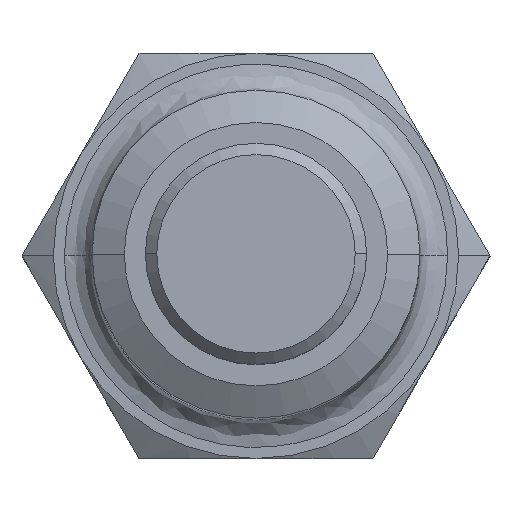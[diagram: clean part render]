
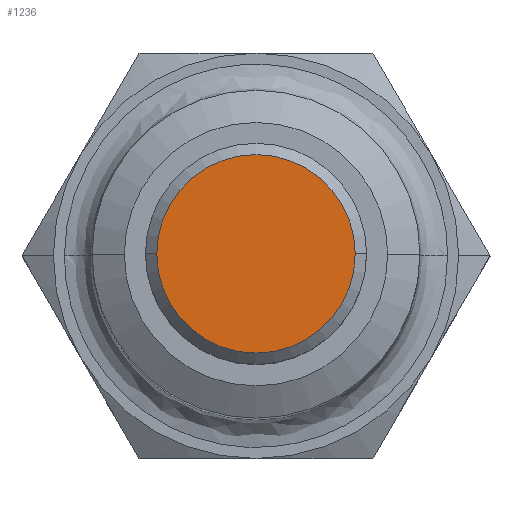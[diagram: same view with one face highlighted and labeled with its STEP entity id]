
A CAD part, top view. The second image highlights one B-rep face of the part: STEP entity #1236.
In plain terms, the highlighted planar face has unit normal (0, 0, 1).
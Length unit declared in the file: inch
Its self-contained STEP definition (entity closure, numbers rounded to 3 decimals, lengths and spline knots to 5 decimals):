
#7 = PLANE ( 'NONE',  #1149 ) ;
#8 = DIRECTION ( 'NONE',  ( -1., 0., 0. ) ) ;
#187 = EDGE_LOOP ( 'NONE', ( #258, #1745 ) ) ;
#201 = EDGE_CURVE ( 'NONE', #946, #1104, #1747, .T. ) ;
#258 = ORIENTED_EDGE ( 'NONE', *, *, #841, .F. ) ;
#513 = CARTESIAN_POINT ( 'NONE',  ( 0.21207, 0., 0. ) ) ;
#541 = FACE_OUTER_BOUND ( 'NONE', #187, .T. ) ;
#841 = EDGE_CURVE ( 'NONE', #1104, #946, #1001, .T. ) ;
#911 = CARTESIAN_POINT ( 'NONE',  ( -0.21207, 0., 0. ) ) ;
#943 = DIRECTION ( 'NONE',  ( 1., 0., 0. ) ) ;
#946 = VERTEX_POINT ( 'NONE', #911 ) ;
#1001 = CIRCLE ( 'NONE', #1462, 0.21207 ) ;
#1019 = CARTESIAN_POINT ( 'NONE',  ( 0., 0., 0. ) ) ;
#1074 = DIRECTION ( 'NONE',  ( 0., 0., -1. ) ) ;
#1100 = DIRECTION ( 'NONE',  ( 0., 0., 1. ) ) ;
#1104 = VERTEX_POINT ( 'NONE', #513 ) ;
#1132 = DIRECTION ( 'NONE',  ( 0., 0., -1. ) ) ;
#1149 = AXIS2_PLACEMENT_3D ( 'NONE', #1780, #1100, #943 ) ;
#1236 = ADVANCED_FACE ( 'NONE', ( #541 ), #7, .T. ) ;
#1404 = AXIS2_PLACEMENT_3D ( 'NONE', #1019, #1132, #8 ) ;
#1462 = AXIS2_PLACEMENT_3D ( 'NONE', #1492, #1074, #1617 ) ;
#1492 = CARTESIAN_POINT ( 'NONE',  ( 0., 0., 0. ) ) ;
#1617 = DIRECTION ( 'NONE',  ( -1., 0., 0. ) ) ;
#1745 = ORIENTED_EDGE ( 'NONE', *, *, #201, .F. ) ;
#1747 = CIRCLE ( 'NONE', #1404, 0.21207 ) ;
#1780 = CARTESIAN_POINT ( 'NONE',  ( 0.10603, 0., 0. ) ) ;
